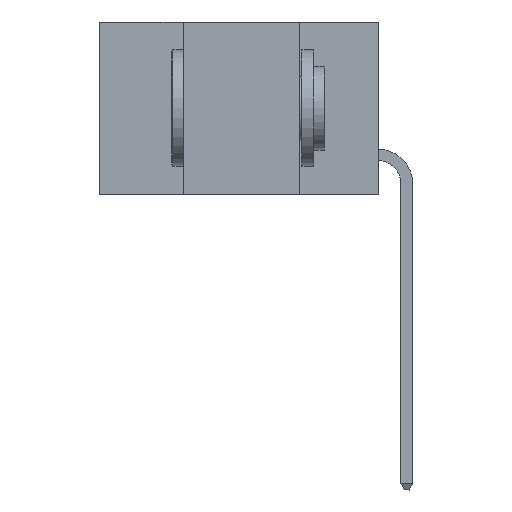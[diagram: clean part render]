
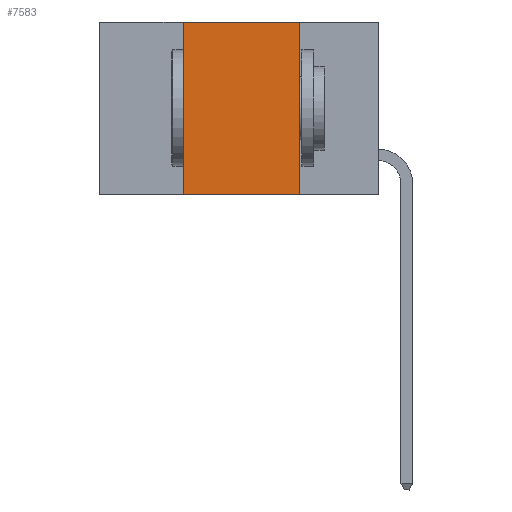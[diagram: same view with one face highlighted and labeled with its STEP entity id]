
A CAD part, left-side view. The second image highlights one B-rep face of the part: STEP entity #7583.
In plain terms, the highlighted planar face has unit normal (-1, 0, 0).
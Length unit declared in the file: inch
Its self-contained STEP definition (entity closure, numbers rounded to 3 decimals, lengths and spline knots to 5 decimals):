
#879 = DIRECTION ( 'NONE',  ( 1., 0., 0. ) ) ;
#2060 = ORIENTED_EDGE ( 'NONE', *, *, #14749, .F. ) ;
#2148 = VERTEX_POINT ( 'NONE', #17940 ) ;
#2226 = FACE_OUTER_BOUND ( 'NONE', #17467, .T. ) ;
#2309 = PLANE ( 'NONE',  #9472 ) ;
#4909 = DIRECTION ( 'NONE',  ( 0., 0., -1. ) ) ;
#5190 = CARTESIAN_POINT ( 'NONE',  ( 0., 0.6, 0. ) ) ;
#5693 = LINE ( 'NONE', #18483, #10970 ) ;
#5926 = ORIENTED_EDGE ( 'NONE', *, *, #7465, .F. ) ;
#6021 = VERTEX_POINT ( 'NONE', #8965 ) ;
#7465 = EDGE_CURVE ( 'NONE', #2148, #17642, #14669, .T. ) ;
#7583 = ADVANCED_FACE ( 'NONE', ( #2226 ), #2309, .F. ) ;
#7671 = VECTOR ( 'NONE', #16613, 39.37008 ) ;
#7904 = ORIENTED_EDGE ( 'NONE', *, *, #14038, .F. ) ;
#8551 = VECTOR ( 'NONE', #16805, 39.37008 ) ;
#8602 = EDGE_CURVE ( 'NONE', #2148, #6021, #10164, .T. ) ;
#8965 = CARTESIAN_POINT ( 'NONE',  ( 0., 0.17, -0.37 ) ) ;
#9472 = AXIS2_PLACEMENT_3D ( 'NONE', #5190, #879, #4909 ) ;
#9643 = LINE ( 'NONE', #10988, #8551 ) ;
#9966 = CARTESIAN_POINT ( 'NONE',  ( 0., 0.17, 0. ) ) ;
#10164 = LINE ( 'NONE', #17954, #7671 ) ;
#10262 = DIRECTION ( 'NONE',  ( 0., 0., 1. ) ) ;
#10970 = VECTOR ( 'NONE', #11513, 39.37008 ) ;
#10988 = CARTESIAN_POINT ( 'NONE',  ( 0., 0.6, 0. ) ) ;
#11513 = DIRECTION ( 'NONE',  ( 0., 0., -1. ) ) ;
#11981 = ORIENTED_EDGE ( 'NONE', *, *, #8602, .T. ) ;
#12745 = VERTEX_POINT ( 'NONE', #9966 ) ;
#13424 = CARTESIAN_POINT ( 'NONE',  ( 0., 0.42, -0.37 ) ) ;
#14038 = EDGE_CURVE ( 'NONE', #12745, #6021, #5693, .T. ) ;
#14669 = LINE ( 'NONE', #13424, #14966 ) ;
#14749 = EDGE_CURVE ( 'NONE', #17642, #12745, #9643, .T. ) ;
#14966 = VECTOR ( 'NONE', #10262, 39.37008 ) ;
#16421 = CARTESIAN_POINT ( 'NONE',  ( 0., 0.42, 0. ) ) ;
#16613 = DIRECTION ( 'NONE',  ( 0., -1., 0. ) ) ;
#16805 = DIRECTION ( 'NONE',  ( 0., -1., 0. ) ) ;
#17467 = EDGE_LOOP ( 'NONE', ( #7904, #2060, #5926, #11981 ) ) ;
#17642 = VERTEX_POINT ( 'NONE', #16421 ) ;
#17940 = CARTESIAN_POINT ( 'NONE',  ( 0., 0.42, -0.37 ) ) ;
#17954 = CARTESIAN_POINT ( 'NONE',  ( 0., 0.6, -0.37 ) ) ;
#18483 = CARTESIAN_POINT ( 'NONE',  ( 0., 0.17, -0.37 ) ) ;
